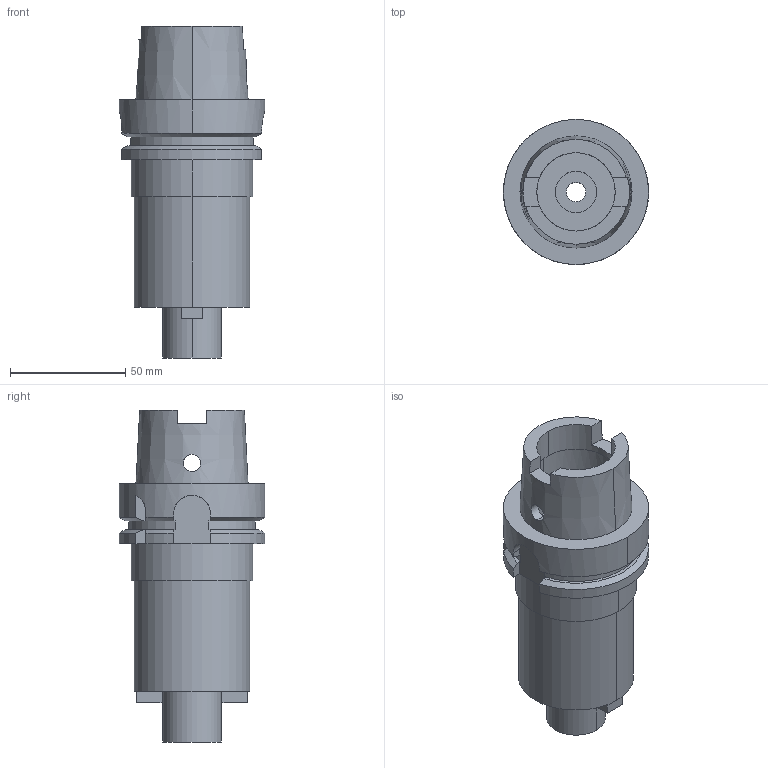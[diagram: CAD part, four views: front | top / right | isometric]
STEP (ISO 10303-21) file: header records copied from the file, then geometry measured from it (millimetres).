
FILE_DESCRIPTION((''),'2;1');
FILE_NAME('HSK-A63-FMA25_4-90','2017-09-13T',('ykawabe'),(''),'CREO PARAMETRIC BY PTC INC, 2016380','CREO PARAMETRIC BY PTC INC, 2016380','');
FILE_SCHEMA(('AUTOMOTIVE_DESIGN { 1 0 10303 214 1 1 1 1 }'));
Length unit declared in the file: millimetre
Products named in the file (1): HSK-A63-FMA25_4-90
Bounding box: 63 x 63 x 144 mm (x, y, z)
Volume: 216940.4 mm3; surface area: 37327.9 mm2
Topology: 1 solids, 1 shells, 98 faces, 266 edges, 178 vertices
Faces by surface type: plane 46, cylinder 40, cone 10, torus 2
Entity records: 4390 total; most frequent: CARTESIAN_POINT 774, DIRECTION 545, ORIENTED_EDGE 532, PRESENTATION_STYLE_ASSIGNMENT 271, STYLED_ITEM 271, CURVE_STYLE 270, EDGE_CURVE 266, AXIS2_PLACEMENT_3D 207
